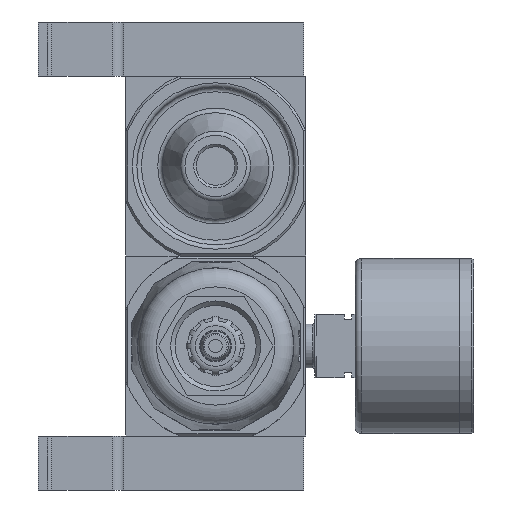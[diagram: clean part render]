
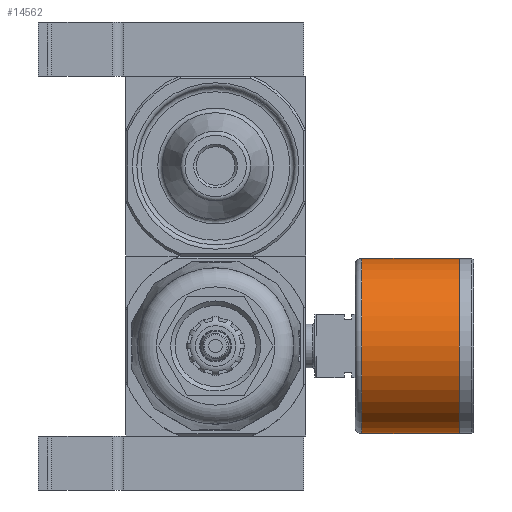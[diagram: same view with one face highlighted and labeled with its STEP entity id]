
A CAD part, front view. The second image highlights one B-rep face of the part: STEP entity #14562.
In plain terms, the highlighted cylindrical face has radius 19.5 mm (diameter 39 mm), a full revolution.
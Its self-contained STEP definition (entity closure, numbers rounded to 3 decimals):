
#669=CYLINDRICAL_SURFACE('',#20174,19.5);
#1557=CIRCLE('',#20173,19.5);
#1558=CIRCLE('',#20175,19.5);
#5277=ORIENTED_EDGE('',*,*,#7544,.F.);
#5278=ORIENTED_EDGE('',*,*,#7545,.T.);
#7544=EDGE_CURVE('',#9024,#9024,#1557,.T.);
#7545=EDGE_CURVE('',#9025,#9025,#1558,.T.);
#9024=VERTEX_POINT('',#29505);
#9025=VERTEX_POINT('',#29508);
#12065=EDGE_LOOP('',(#5277));
#12066=EDGE_LOOP('',(#5278));
#13214=FACE_BOUND('',#12065,.T.);
#13215=FACE_BOUND('',#12066,.T.);
#14562=ADVANCED_FACE('',(#13214,#13215),#669,.T.);
#20173=AXIS2_PLACEMENT_3D('',#29504,#24369,#24370);
#20174=AXIS2_PLACEMENT_3D('',#29506,#24371,#24372);
#20175=AXIS2_PLACEMENT_3D('',#29507,#24373,#24374);
#24369=DIRECTION('',(1.,0.,0.));
#24370=DIRECTION('',(0.,0.,-1.));
#24371=DIRECTION('',(1.,0.,0.));
#24372=DIRECTION('',(0.,0.,-1.));
#24373=DIRECTION('',(1.,0.,0.));
#24374=DIRECTION('',(0.,0.,-1.));
#29504=CARTESIAN_POINT('',(-3.2,0.,0.));
#29505=CARTESIAN_POINT('',(-3.2,0.,-19.5));
#29506=CARTESIAN_POINT('',(0.,0.,0.));
#29507=CARTESIAN_POINT('',(-24.85,0.,0.));
#29508=CARTESIAN_POINT('',(-24.85,0.,-19.5));
